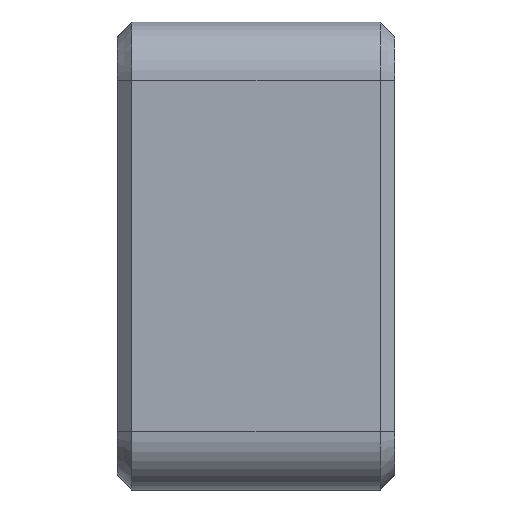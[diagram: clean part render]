
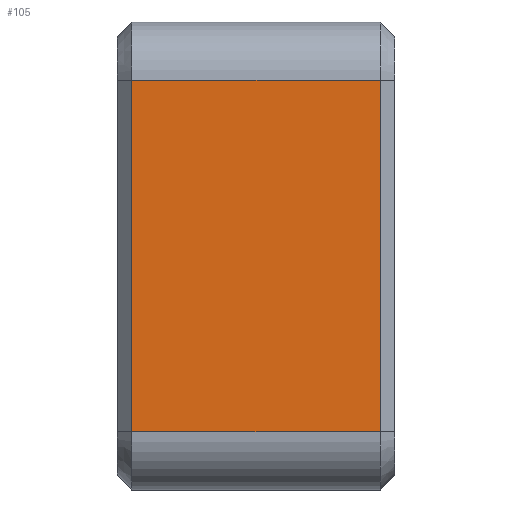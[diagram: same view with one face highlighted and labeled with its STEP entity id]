
A CAD part, left-side view. The second image highlights one B-rep face of the part: STEP entity #105.
In plain terms, the highlighted planar face has unit normal (-1, 0, 0).
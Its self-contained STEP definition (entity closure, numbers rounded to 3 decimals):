
#1 = EDGE_CURVE ( 'NONE', #548, #398, #869, .T. ) ;
#41 = ORIENTED_EDGE ( 'NONE', *, *, #96, .T. ) ;
#59 = PLANE ( 'NONE',  #185 ) ;
#78 = DIRECTION ( 'NONE',  ( 0., 0., 1. ) ) ;
#96 = EDGE_CURVE ( 'NONE', #398, #1334, #1261, .T. ) ;
#105 = ADVANCED_FACE ( 'NONE', ( #190 ), #59, .F. ) ;
#147 = CARTESIAN_POINT ( 'NONE',  ( 0., 0., -6. ) ) ;
#159 = CARTESIAN_POINT ( 'NONE',  ( 0., 0., 8. ) ) ;
#184 = EDGE_LOOP ( 'NONE', ( #41, #1001, #691, #464 ) ) ;
#185 = AXIS2_PLACEMENT_3D ( 'NONE', #159, #771, #1293 ) ;
#190 = FACE_OUTER_BOUND ( 'NONE', #184, .T. ) ;
#221 = DIRECTION ( 'NONE',  ( 0., 1., 0. ) ) ;
#253 = LINE ( 'NONE', #1158, #521 ) ;
#311 = VERTEX_POINT ( 'NONE', #1154 ) ;
#333 = LINE ( 'NONE', #895, #1099 ) ;
#336 = CARTESIAN_POINT ( 'NONE',  ( 0., 9., -6. ) ) ;
#398 = VERTEX_POINT ( 'NONE', #336 ) ;
#463 = VECTOR ( 'NONE', #667, 1000. ) ;
#464 = ORIENTED_EDGE ( 'NONE', *, *, #1, .T. ) ;
#502 = EDGE_CURVE ( 'NONE', #1334, #311, #333, .T. ) ;
#521 = VECTOR ( 'NONE', #221, 1000. ) ;
#548 = VERTEX_POINT ( 'NONE', #966 ) ;
#588 = VECTOR ( 'NONE', #721, 1000. ) ;
#667 = DIRECTION ( 'NONE',  ( 0., -1., 0. ) ) ;
#691 = ORIENTED_EDGE ( 'NONE', *, *, #916, .T. ) ;
#721 = DIRECTION ( 'NONE',  ( 0., 0., -1. ) ) ;
#771 = DIRECTION ( 'NONE',  ( 1., 0., 0. ) ) ;
#869 = LINE ( 'NONE', #1145, #588 ) ;
#895 = CARTESIAN_POINT ( 'NONE',  ( 0., 0.5, 8. ) ) ;
#916 = EDGE_CURVE ( 'NONE', #311, #548, #253, .T. ) ;
#941 = CARTESIAN_POINT ( 'NONE',  ( 0., 0.5, -6. ) ) ;
#966 = CARTESIAN_POINT ( 'NONE',  ( 0., 9., 6. ) ) ;
#1001 = ORIENTED_EDGE ( 'NONE', *, *, #502, .T. ) ;
#1099 = VECTOR ( 'NONE', #78, 1000. ) ;
#1145 = CARTESIAN_POINT ( 'NONE',  ( 0., 9., 8. ) ) ;
#1154 = CARTESIAN_POINT ( 'NONE',  ( 0., 0.5, 6. ) ) ;
#1158 = CARTESIAN_POINT ( 'NONE',  ( 0., 0., 6. ) ) ;
#1261 = LINE ( 'NONE', #147, #463 ) ;
#1293 = DIRECTION ( 'NONE',  ( 0., 0., -1. ) ) ;
#1334 = VERTEX_POINT ( 'NONE', #941 ) ;
